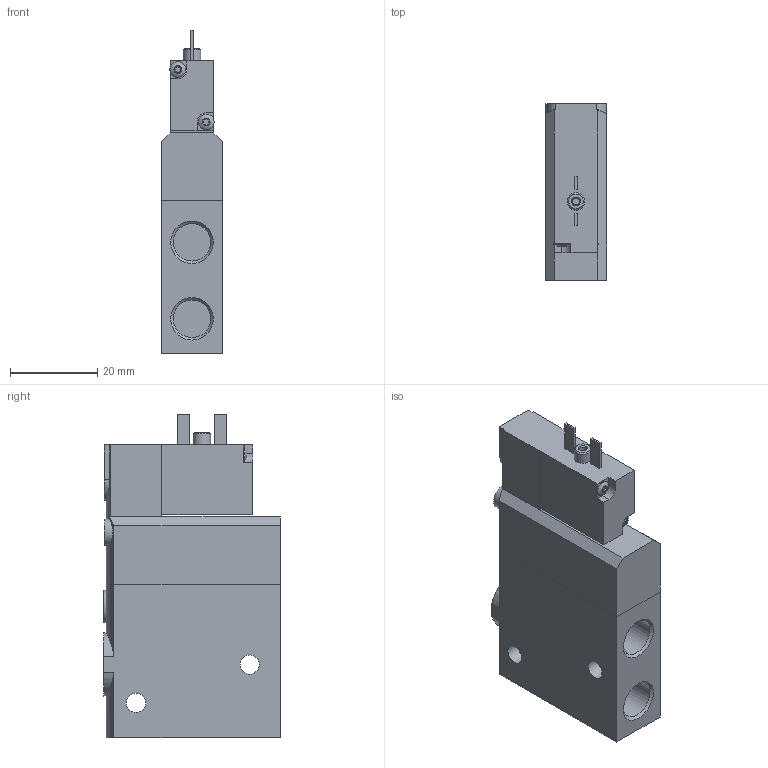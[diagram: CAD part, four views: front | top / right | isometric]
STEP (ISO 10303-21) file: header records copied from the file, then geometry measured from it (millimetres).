
FILE_DESCRIPTION(/* description */ ('STEP AP214'),/* implementation_level */ '2;1');
FILE_NAME(/* name */ '196931_CPE14-M1BH-3OL-1_8',/* time_stamp */ '2024-08-06T17:46:01+02:00',/* author */ ('License CC BY-ND 4.0'),/* organization */ ('CADENAS'),/* preprocessor_version */ 'ST-DEVELOPER v19.3',/* originating_system */ 'PARTsolutions',/* authorisation */ ' ');
FILE_SCHEMA (('AUTOMOTIVE_DESIGN {1 0 10303 214 3 1 1}'));
Length unit declared in the file: millimetre
Products named in the file (3): 196931 CPE14-M1BH-3OL-1/8; CPE14-...-3/2; CPE14-KMYZ9_M1BH
Assembly tree (2 placements, depth 2):
  196931 CPE14-M1BH-3OL-1/8
    CPE14-...-3/2
    CPE14-KMYZ9_M1BH
Bounding box: 14 x 40.4 x 74 mm (x, y, z)
Volume: 31030.2 mm3; surface area: 10673.1 mm2
Topology: 2 solids, 2 shells, 126 faces, 300 edges, 191 vertices
Faces by surface type: plane 56, cylinder 48, cone 20, torus 2
Full cylindrical faces by diameter (mm): 1.567 x1, 2 x1, 2.459 x2, 2.5 x1, 3.6 x2, 4 x1, 4.4 x2, 4.55 x1, 6 x1, 8.566 x3
Entity records: 3616 total; most frequent: CARTESIAN_POINT 751, DIRECTION 577, ORIENTED_EDGE 540, EDGE_CURVE 270, AXIS2_PLACEMENT_3D 219, VERTEX_POINT 186, EDGE_LOOP 168, FACE_BOUND 168
